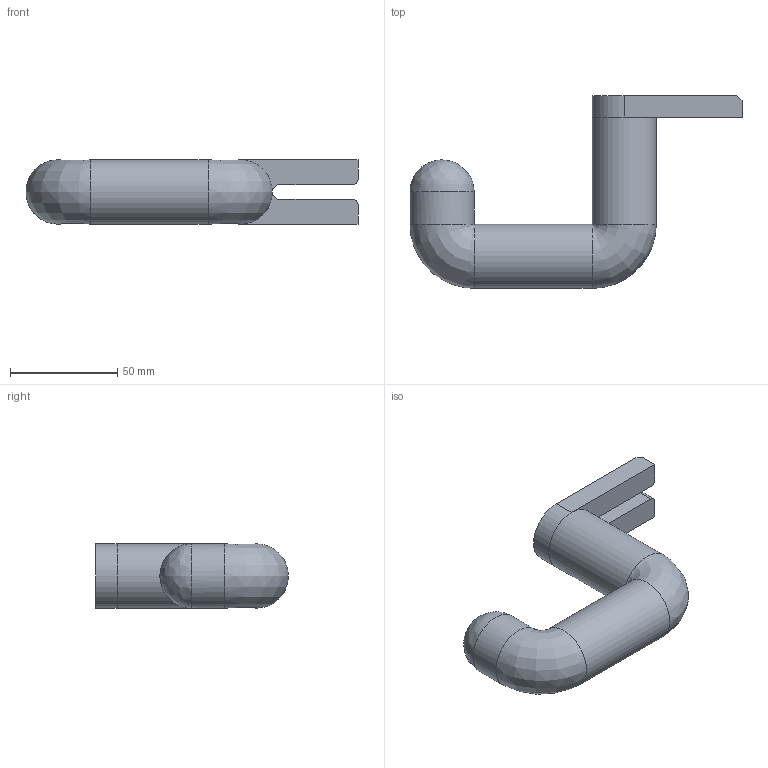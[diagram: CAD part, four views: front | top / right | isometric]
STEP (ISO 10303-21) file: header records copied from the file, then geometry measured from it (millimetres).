
FILE_DESCRIPTION(('FreeCAD Model'),'2;1');
FILE_NAME('Open CASCADE Shape Model','2024-02-03T11:26:43',(''),(''), 'Open CASCADE STEP processor 7.7','FreeCAD','Unknown');
FILE_SCHEMA(('AUTOMOTIVE_DESIGN { 1 0 10303 214 1 1 1 1 }'));
Length unit declared in the file: millimetre
Products named in the file (1): Body
Bounding box: 155 x 90 x 30 mm (x, y, z)
Volume: 142199.9 mm3; surface area: 22381.9 mm2
Topology: 1 solids, 1 shells, 27 faces, 60 edges, 35 vertices
Faces by surface type: plane 14, cylinder 5, cone 3, revolution 2, extrusion 2, bspline 1
Full cylindrical faces by diameter (mm): 30 x1
Entity records: 1651 total; most frequent: CARTESIAN_POINT 376, DIRECTION 249, VECTOR 147, LINE 145, ORIENTED_EDGE 120, PCURVE 120, DEFINITIONAL_REPRESENTATION 120, EDGE_CURVE 60
